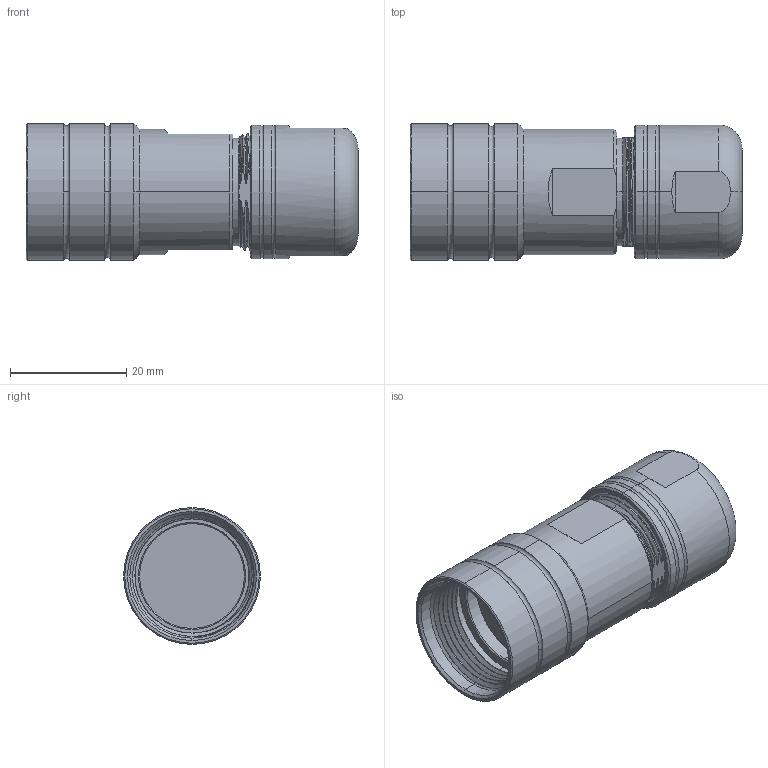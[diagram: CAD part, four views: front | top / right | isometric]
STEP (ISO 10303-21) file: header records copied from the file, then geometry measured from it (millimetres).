
FILE_DESCRIPTION((''),'2;1');
FILE_NAME('RT0L-14CG-S2','2018-07-06T',('Blink.Zhou'),(''),'PRO/ENGINEER BY PARAMETRIC TECHNOLOGY CORPORATION, 2012230','PRO/ENGINEER BY PARAMETRIC TECHNOLOGY CORPORATION, 2012230','');
FILE_SCHEMA(('CONFIG_CONTROL_DESIGN'));
Length unit declared in the file: millimetre
Products named in the file (1): RT0L-14CG-S2
Bounding box: 57 x 23.5 x 23.5 mm (x, y, z)
Volume: 16209.4 mm3; surface area: 9604 mm2
Topology: 1 solids, 1 shells, 388 faces, 1324 edges, 859 vertices
Faces by surface type: plane 151, cylinder 135, cone 47, bspline 41, torus 12, extrusion 2
Entity records: 20774 total; most frequent: CARTESIAN_POINT 9854, ORIENTED_EDGE 2648, DIRECTION 1940, EDGE_CURVE 1324, VERTEX_POINT 859, AXIS2_PLACEMENT_3D 737, B_SPLINE_CURVE_WITH_KNOTS 470, VECTOR 466
